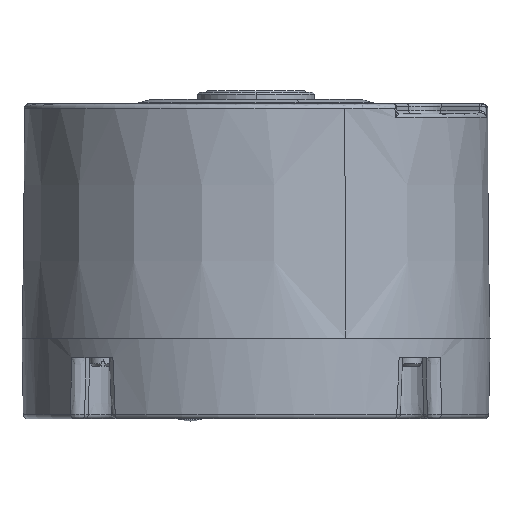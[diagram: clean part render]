
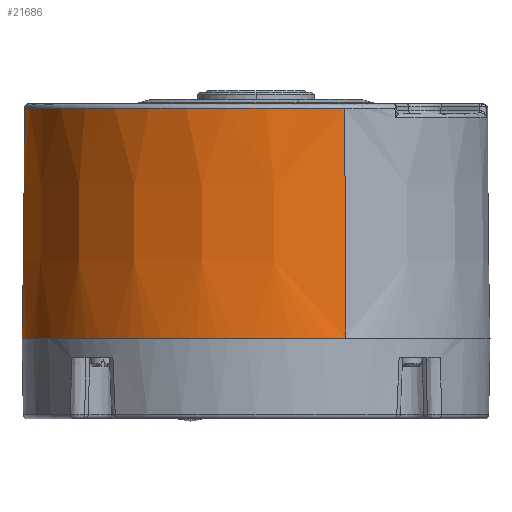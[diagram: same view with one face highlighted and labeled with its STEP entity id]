
A CAD part, front view. The second image highlights one B-rep face of the part: STEP entity #21686.
In plain terms, the highlighted conical face has half-angle 0.5 degrees and reference radius 49.531 mm.
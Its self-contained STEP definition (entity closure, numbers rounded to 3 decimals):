
#3934=CARTESIAN_POINT('',(0.,0.,0.));
#3935=DIRECTION('',(0.,0.,-1.));
#3936=DIRECTION('',(0.383,-0.924,0.));
#3937=AXIS2_PLACEMENT_3D('',#3934,#3935,#3936);
#5733=CARTESIAN_POINT('',(0.,0.,48.809));
#5734=DIRECTION('',(0.,0.,1.));
#5735=DIRECTION('',(-0.383,0.924,0.));
#5736=AXIS2_PLACEMENT_3D('',#5733,#5734,#5735);
#5757=DIRECTION('',(0.003,-0.008,-1.));
#5758=VECTOR('',#5757,48.811);
#5759=CARTESIAN_POINT('',(18.873,-45.564,48.809));
#5760=LINE('',#5759,#5758);
#5790=DIRECTION('',(-0.003,0.008,-1.));
#5791=VECTOR('',#5790,48.811);
#5792=CARTESIAN_POINT('',(-18.873,45.564,48.809));
#5793=LINE('',#5792,#5791);
#14300=CARTESIAN_POINT('',(-18.873,45.564,
48.809));
#14301=CARTESIAN_POINT('',(18.873,-45.564,
48.809));
#14302=VERTEX_POINT('',#14300);
#14303=VERTEX_POINT('',#14301);
#15047=CARTESIAN_POINT('',(19.036,-45.957,
0.));
#15048=CARTESIAN_POINT('',(-19.036,45.957,
0.));
#15049=VERTEX_POINT('',#15047);
#15050=VERTEX_POINT('',#15048);
#21672=CARTESIAN_POINT('',(0.,0.,24.404));
#21673=DIRECTION('',(0.,0.,-1.));
#21674=DIRECTION('',(0.383,-0.924,0.));
#21675=AXIS2_PLACEMENT_3D('',#21672,#21673,#21674);
#21676=CONICAL_SURFACE('',#21675,49.531,0.5);
#21677=ORIENTED_EDGE('',*,*,#20025,.T.);
#21679=ORIENTED_EDGE('',*,*,#21678,.F.);
#21681=ORIENTED_EDGE('',*,*,#21680,.T.);
#21683=ORIENTED_EDGE('',*,*,#21682,.T.);
#21684=EDGE_LOOP('',(#21677,#21679,#21681,#21683));
#21685=FACE_OUTER_BOUND('',#21684,.F.);
#3938=CIRCLE('',#3937,49.744);
#5737=CIRCLE('',#5736,49.318);
#20025=EDGE_CURVE('',#15049,#15050,#3938,.T.);
#21678=EDGE_CURVE('',#14302,#15050,#5793,.T.);
#21680=EDGE_CURVE('',#14302,#14303,#5737,.T.);
#21682=EDGE_CURVE('',#14303,#15049,#5760,.T.);
#21686=ADVANCED_FACE('',(#21685),#21676,.T.);
